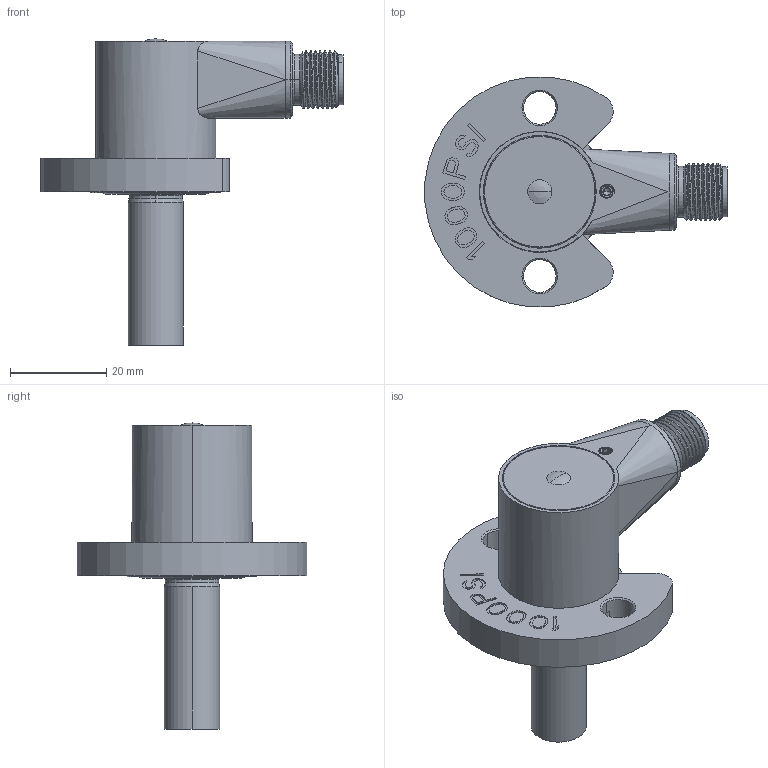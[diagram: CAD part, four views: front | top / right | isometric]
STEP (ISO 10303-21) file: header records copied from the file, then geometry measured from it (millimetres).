
FILE_DESCRIPTION((''),'2;1');
FILE_NAME('NJ2_F_1250_V1','2011-02-23T',('dburns'),(''),'PRO/ENGINEER BY PARAMETRIC TECHNOLOGY CORPORATION, 2007390','PRO/ENGINEER BY PARAMETRIC TECHNOLOGY CORPORATION, 2007390','');
FILE_SCHEMA(('CONFIG_CONTROL_DESIGN'));
Length unit declared in the file: millimetre
Products named in the file (1): NJ2_F_1250_V1
Bounding box: 62.91 x 47.83 x 63.75 mm (x, y, z)
Volume: 18363.4 mm3; surface area: 18787.2 mm2
Topology: 2 solids, 3 shells, 875 faces, 2280 edges, 1434 vertices
Faces by surface type: plane 329, cylinder 258, cone 109, torus 100, bspline 61, sphere 18
Entity records: 38193 total; most frequent: CARTESIAN_POINT 17631, ORIENTED_EDGE 4528, DIRECTION 3926, EDGE_CURVE 2264, AXIS2_PLACEMENT_3D 1436, VERTEX_POINT 1434, VECTOR 1054, LINE 1054
